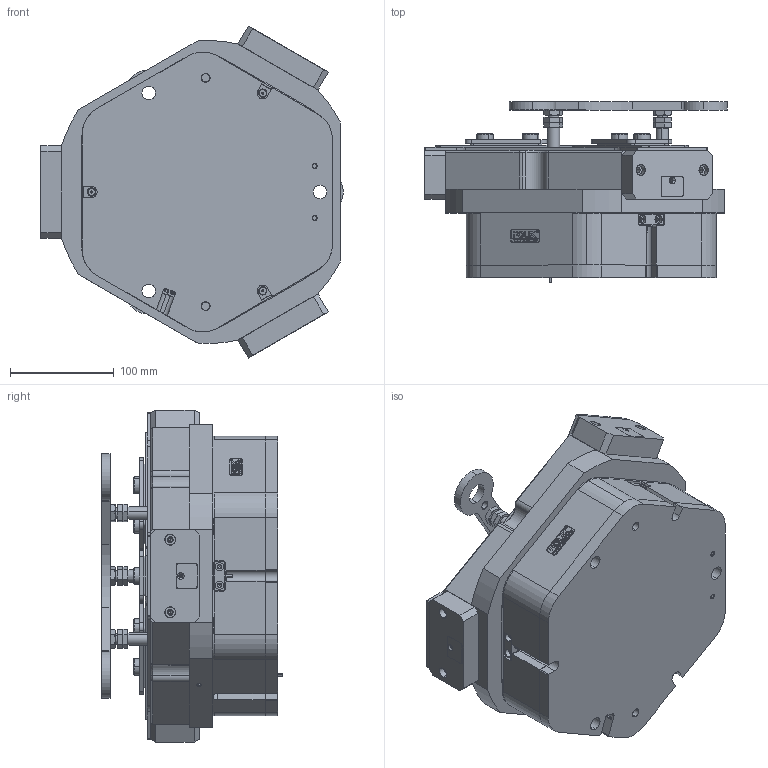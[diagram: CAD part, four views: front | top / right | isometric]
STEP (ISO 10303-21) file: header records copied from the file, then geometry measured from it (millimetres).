
FILE_DESCRIPTION (( 'STEP AP203' ), '1' );
FILE_NAME ('FZ185-292-C51-P.STEP', '2024-12-20T07:58:12', ( 'USER-' ), ( 'Microsoft' ), 'SwSTEP 2.0', 'SolidWorks 2018', '' );
FILE_SCHEMA (( 'CONFIG_CONTROL_DESIGN' ));
Length unit declared in the file: millimetre
Products named in the file (22): FZ185-292-C51-P; 芢裝; 昹親棠覜羲壽; ﾏ擎ﾗ16｡ﾁ12｡ﾁ16; 32x12-R2; TZT185-292-M-13 痄雄結啣; TR300-15-1晚假蚾輸; TZT185-292-M-01 褲极; 芢啣; TZT185-292-M-14 忒硌薊啣; C51; TZT185-292-M-15 耜猾苤裔; 湮酴; M10牉挴蹟譫尨砩; TZT185-292-M-05 菁裔啣; TZT185-292-M-12 耜猾极; TZT185-292-M-02 賑輸; M4-35内六角薄圆柱头螺钉; TZT185-292-M-11 奻葡裔啣; TZT185-292; TR300-15-2覜聆輸; M8-30諉輪羲壽
Assembly tree (53 placements, depth 3):
  FZ185-292-C51-P
    TZT185-292
      TZT185-292-M-01 褲极
      TZT185-292-M-02 賑輸  x3
      TR300-15-1晚假蚾輸  x3
      TR300-15-2覜聆輸
      M4-35内六角薄圆柱头螺钉
      湮酴  x3
      TZT185-292-M-05 菁裔啣
      32x12-R2
      M8-30諉輪羲壽  x3
    TZT185-292-M-11 奻葡裔啣
    TZT185-292-M-12 耜猾极  x3
    TZT185-292-M-13 痄雄結啣  x3
    TZT185-292-M-14 忒硌薊啣  x3
    TZT185-292-M-15 耜猾苤裔  x3
    昹親棠覜羲壽  x2
    ﾏ擎ﾗ16｡ﾁ12｡ﾁ16  x6
    C51
      芢啣
      M10牉挴蹟譫尨砩  x9
      芢裝  x3
Bounding box: 291.5 x 173.95 x 319.9 mm (x, y, z)
Volume: 6576717.2 mm3; surface area: 743258.6 mm2
Topology: 51 solids, 51 shells, 2474 faces, 6309 edges, 4013 vertices
Faces by surface type: plane 1177, cylinder 770, cone 361, bspline 166
Entity records: 57407 total; most frequent: CARTESIAN_POINT 15616, ORIENTED_EDGE 8158, DIRECTION 7745, EDGE_CURVE 4079, VERTEX_POINT 2633, VECTOR 2595, LINE 2595, AXIS2_PLACEMENT_3D 2575
